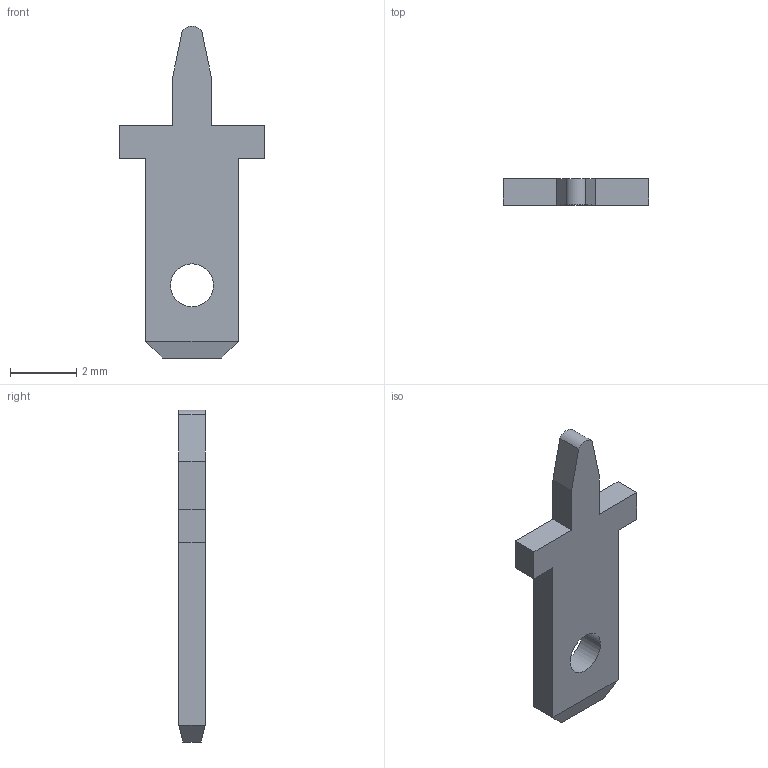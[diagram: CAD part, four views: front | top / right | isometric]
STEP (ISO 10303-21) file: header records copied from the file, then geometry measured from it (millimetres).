
FILE_DESCRIPTION((''),'2;1');
FILE_NAME('S401-XX','2011-11-02T',('WBOURNE'),(''),'PRO/ENGINEER BY PARAMETRIC TECHNOLOGY CORPORATION, 2010280','PRO/ENGINEER BY PARAMETRIC TECHNOLOGY CORPORATION, 2010280','');
FILE_SCHEMA(('CONFIG_CONTROL_DESIGN','SHAPE_APPEARANCE_LAYERS_GROUPS'));
Length unit declared in the file: millimetre
Products named in the file (1): S401-XX
Bounding box: 4.4 x 0.8 x 10.05 mm (x, y, z)
Volume: 18.1 mm3; surface area: 70.3 mm2
Topology: 1 solids, 1 shells, 22 faces, 56 edges, 36 vertices
Faces by surface type: plane 19, cylinder 3
Entity records: 882 total; most frequent: CARTESIAN_POINT 114, ORIENTED_EDGE 112, DIRECTION 106, PRESENTATION_STYLE_ASSIGNMENT 57, STYLED_ITEM 57, CURVE_STYLE 56, EDGE_CURVE 56, VECTOR 50
